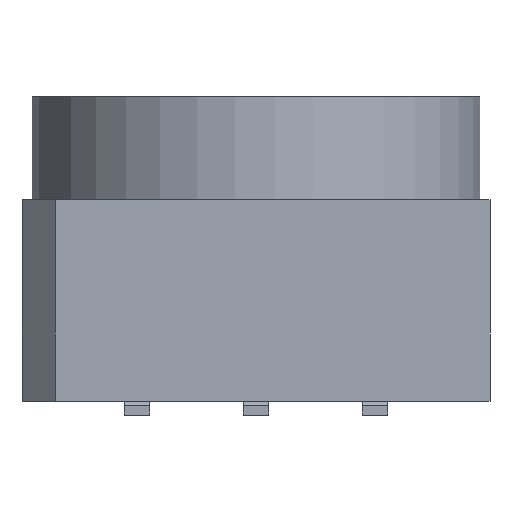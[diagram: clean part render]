
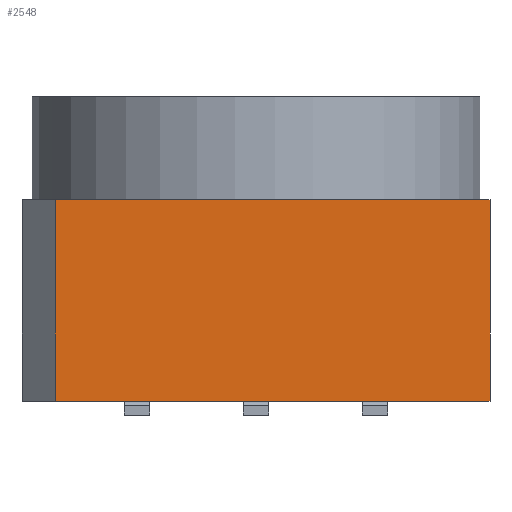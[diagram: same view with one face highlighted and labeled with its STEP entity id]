
A CAD part, left-side view. The second image highlights one B-rep face of the part: STEP entity #2548.
In plain terms, the highlighted planar face has unit normal (-1, 0, 0).
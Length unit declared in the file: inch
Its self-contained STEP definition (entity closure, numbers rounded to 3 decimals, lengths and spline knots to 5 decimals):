
#1826=CARTESIAN_POINT('',(-0.19685,0.16901,-0.10925));
#1827=VERTEX_POINT('',#1826);
#1852=CARTESIAN_POINT('',(-0.19685,-0.19685,-0.10925));
#1853=VERTEX_POINT('',#1852);
#1860=CARTESIAN_POINT('',(-0.19685,0.16901,-0.10925));
#1861=DIRECTION('',(0.0,-1.0,0.0));
#1862=VECTOR('',#1861,0.36586);
#1863=LINE('',#1860,#1862);
#1864=EDGE_CURVE('',#1827,#1853,#1863,.T.);
#2432=CARTESIAN_POINT('',(-0.19685,0.16901,0.06004));
#2433=VERTEX_POINT('',#2432);
#2434=CARTESIAN_POINT('',(-0.19685,0.16901,0.06004));
#2435=DIRECTION('',(0.0,0.0,-1.0));
#2436=VECTOR('',#2435,0.16929);
#2437=LINE('',#2434,#2436);
#2438=EDGE_CURVE('',#2433,#1827,#2437,.T.);
#2464=CARTESIAN_POINT('',(-0.19685,-0.19685,0.06004));
#2465=VERTEX_POINT('',#2464);
#2466=CARTESIAN_POINT('',(-0.19685,-0.19685,0.06004));
#2467=DIRECTION('',(0.0,1.0,0.0));
#2468=VECTOR('',#2467,0.36586);
#2469=LINE('',#2466,#2468);
#2470=EDGE_CURVE('',#2465,#2433,#2469,.T.);
#2532=CARTESIAN_POINT('',(-0.19685,-0.21514,-0.11772));
#2533=DIRECTION('',(-1.0,0.0,0.0));
#2534=DIRECTION('',(0.0,0.0,1.0));
#2535=AXIS2_PLACEMENT_3D('',#2532,#2533,#2534);
#2536=PLANE('',#2535);
#2537=ORIENTED_EDGE('',*,*,#2438,.T.);
#2538=ORIENTED_EDGE('',*,*,#1864,.T.);
#2539=CARTESIAN_POINT('',(-0.19685,-0.19685,0.06004));
#2540=DIRECTION('',(0.0,0.0,-1.0));
#2541=VECTOR('',#2540,0.16929);
#2542=LINE('',#2539,#2541);
#2543=EDGE_CURVE('',#2465,#1853,#2542,.T.);
#2544=ORIENTED_EDGE('',*,*,#2543,.F.);
#2545=ORIENTED_EDGE('',*,*,#2470,.T.);
#2546=EDGE_LOOP('',(#2537,#2538,#2544,#2545));
#2547=FACE_OUTER_BOUND('',#2546,.T.);
#2548=ADVANCED_FACE('',(#2547),#2536,.T.);
